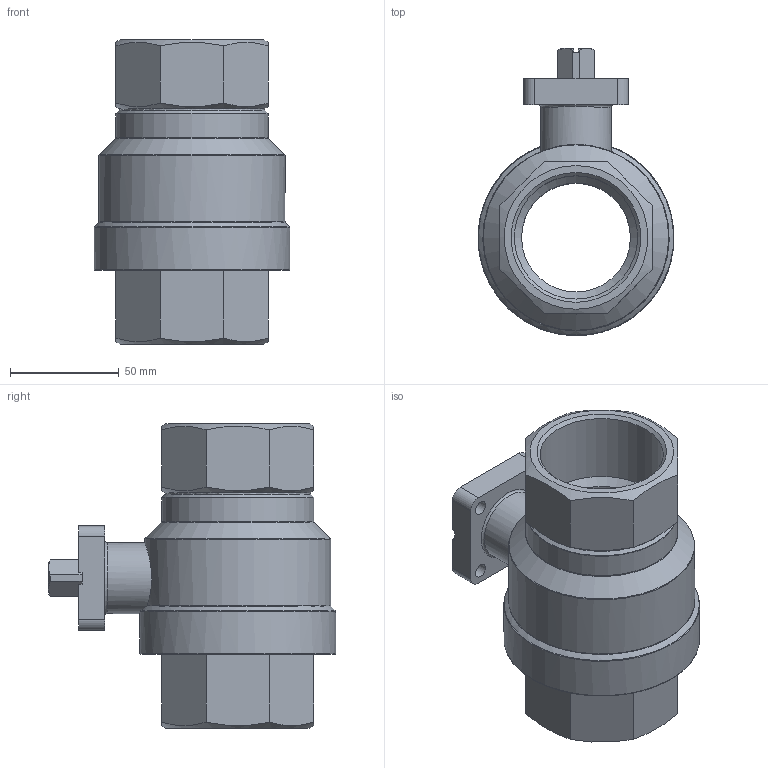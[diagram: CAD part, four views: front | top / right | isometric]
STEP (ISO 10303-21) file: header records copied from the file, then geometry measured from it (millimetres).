
FILE_DESCRIPTION(/* description */ ('STEP AP203'),/* implementation_level */ '2;1');
FILE_NAME(/* name */ '1689687 VZBA-2_-GG-25-D-22-F05-B1B1T',/* time_stamp */ '2025-06-23T10:17:02+02:00',/* author */ ('License CC BY-ND 4.0'),/* organization */ ('CADENAS'),/* preprocessor_version */ 'ST-DEVELOPER v19.3',/* originating_system */ 'PARTsolutions',/* authorisation */ ' ');
FILE_SCHEMA (('CONFIG_CONTROL_DESIGN'));
Length unit declared in the file: millimetre
Products named in the file (1): 1689687 VZBA-2"-GG-25-D-22-F05-B1B1T
Bounding box: 90 x 132 x 140 mm (x, y, z)
Volume: 396836.5 mm3; surface area: 74142.4 mm2
Topology: 1 solids, 1 shells, 104 faces, 273 edges, 176 vertices
Faces by surface type: plane 58, cylinder 19, cone 19, torus 8
Full cylindrical faces by diameter (mm): 4.134 x1, 6.5 x4, 18.2 x1, 28.8 x1, 32.5 x1, 34 x1, 50 x1, 56.656 x2, 70 x1, 85.5 x1, 90 x1
Entity records: 3076 total; most frequent: CARTESIAN_POINT 724, ORIENTED_EDGE 452, DIRECTION 450, EDGE_CURVE 226, AXIS2_PLACEMENT_3D 169, VERTEX_POINT 165, FACE_BOUND 155, EDGE_LOOP 154
